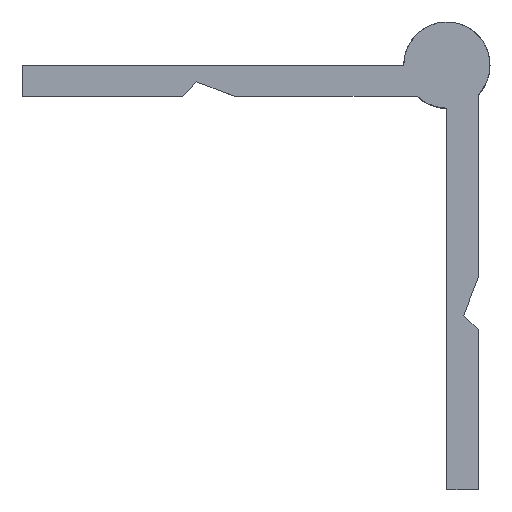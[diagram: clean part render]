
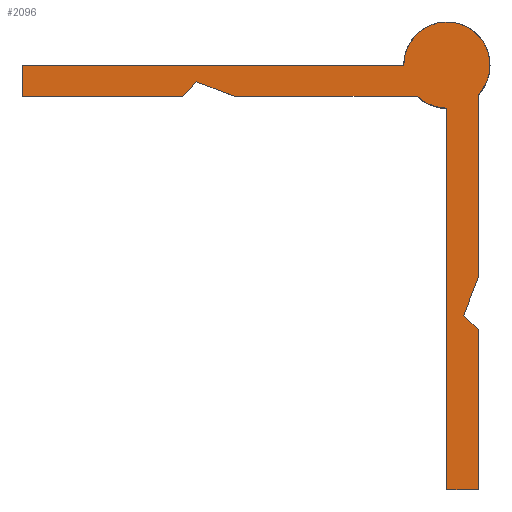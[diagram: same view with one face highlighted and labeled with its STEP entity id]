
A CAD part, top view. The second image highlights one B-rep face of the part: STEP entity #2096.
In plain terms, the highlighted planar face has unit normal (0, 0, 1).
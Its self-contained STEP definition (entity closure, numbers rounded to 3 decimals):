
#35=CIRCLE('',#2127,10.14);
#36=CIRCLE('',#2129,10.14);
#427=FACE_OUTER_BOUND('',#509,.T.);
#509=EDGE_LOOP('',(#1945,#1946,#1947,#1948,#1949,#1950,#1951,#1952,#1953,
#1954,#1955,#1956,#1957,#1958));
#512=LINE('',#3255,#601);
#516=LINE('',#3263,#605);
#519=LINE('',#3269,#608);
#522=LINE('',#3275,#611);
#525=LINE('',#3282,#614);
#529=LINE('',#3289,#618);
#533=LINE('',#3380,#622);
#537=LINE('',#3388,#626);
#540=LINE('',#3394,#629);
#543=LINE('',#3400,#632);
#546=LINE('',#3405,#635);
#548=LINE('',#3408,#637);
#601=VECTOR('',#2466,10.);
#605=VECTOR('',#2472,10.);
#608=VECTOR('',#2477,10.);
#611=VECTOR('',#2482,10.);
#614=VECTOR('',#2487,10.);
#618=VECTOR('',#2493,10.);
#622=VECTOR('',#2585,10.);
#626=VECTOR('',#2591,10.);
#629=VECTOR('',#2596,10.);
#632=VECTOR('',#2601,10.);
#635=VECTOR('',#2606,10.);
#637=VECTOR('',#2610,10.);
#690=VERTEX_POINT('',#3253);
#691=VERTEX_POINT('',#3254);
#694=VERTEX_POINT('',#3262);
#696=VERTEX_POINT('',#3268);
#698=VERTEX_POINT('',#3274);
#700=VERTEX_POINT('',#3280);
#701=VERTEX_POINT('',#3281);
#711=VERTEX_POINT('',#3306);
#712=VERTEX_POINT('',#3310);
#745=VERTEX_POINT('',#3378);
#746=VERTEX_POINT('',#3379);
#749=VERTEX_POINT('',#3387);
#751=VERTEX_POINT('',#3393);
#753=VERTEX_POINT('',#3399);
#907=EDGE_CURVE('',#690,#691,#512,.T.);
#911=EDGE_CURVE('',#691,#694,#516,.T.);
#914=EDGE_CURVE('',#694,#696,#519,.T.);
#917=EDGE_CURVE('',#696,#698,#522,.T.);
#920=EDGE_CURVE('',#700,#701,#525,.T.);
#924=EDGE_CURVE('',#701,#690,#529,.T.);
#934=EDGE_CURVE('',#698,#711,#35,.T.);
#935=EDGE_CURVE('',#712,#700,#36,.T.);
#969=EDGE_CURVE('',#745,#746,#533,.T.);
#973=EDGE_CURVE('',#746,#749,#537,.T.);
#976=EDGE_CURVE('',#749,#751,#540,.T.);
#979=EDGE_CURVE('',#751,#753,#543,.T.);
#982=EDGE_CURVE('',#753,#712,#546,.T.);
#984=EDGE_CURVE('',#711,#745,#548,.T.);
#1945=ORIENTED_EDGE('',*,*,#935,.T.);
#1946=ORIENTED_EDGE('',*,*,#920,.T.);
#1947=ORIENTED_EDGE('',*,*,#924,.T.);
#1948=ORIENTED_EDGE('',*,*,#907,.T.);
#1949=ORIENTED_EDGE('',*,*,#911,.T.);
#1950=ORIENTED_EDGE('',*,*,#914,.T.);
#1951=ORIENTED_EDGE('',*,*,#917,.T.);
#1952=ORIENTED_EDGE('',*,*,#934,.T.);
#1953=ORIENTED_EDGE('',*,*,#984,.T.);
#1954=ORIENTED_EDGE('',*,*,#969,.T.);
#1955=ORIENTED_EDGE('',*,*,#973,.T.);
#1956=ORIENTED_EDGE('',*,*,#976,.T.);
#1957=ORIENTED_EDGE('',*,*,#979,.T.);
#1958=ORIENTED_EDGE('',*,*,#982,.T.);
#2028=PLANE('',#2458);
#2096=ADVANCED_FACE('',(#427),#2028,.T.);
#2127=AXIS2_PLACEMENT_3D('',#3308,#2512,#2513);
#2129=AXIS2_PLACEMENT_3D('',#3311,#2516,#2517);
#2458=AXIS2_PLACEMENT_3D('',#3901,#3242,#3243);
#2466=DIRECTION('',(1.,0.,0.));
#2472=DIRECTION('',(0.698,0.716,0.));
#2477=DIRECTION('',(0.934,-0.358,0.));
#2482=DIRECTION('',(1.,0.,0.));
#2487=DIRECTION('',(-1.,0.,0.));
#2493=DIRECTION('',(0.,-1.,0.));
#2512=DIRECTION('center_axis',(0.,0.,
1.));
#2513=DIRECTION('ref_axis',(1.,0.,0.));
#2516=DIRECTION('center_axis',(0.,0.,
1.));
#2517=DIRECTION('ref_axis',(1.,0.,0.));
#2585=DIRECTION('',(1.,0.,0.));
#2591=DIRECTION('',(0.,1.,0.));
#2596=DIRECTION('',(-0.716,0.698,0.));
#2601=DIRECTION('',(0.358,0.934,0.));
#2606=DIRECTION('',(0.,1.,0.));
#2610=DIRECTION('',(0.,-1.,0.));
#3242=DIRECTION('center_axis',(0.,0.,
1.));
#3243=DIRECTION('ref_axis',(1.,0.,0.));
#3253=CARTESIAN_POINT('',(-100.,-7.363,54.));
#3254=CARTESIAN_POINT('',(-62.229,-7.363,54.));
#3255=CARTESIAN_POINT('',(-100.,-7.363,54.));
#3262=CARTESIAN_POINT('',(-58.896,-3.948,54.));
#3263=CARTESIAN_POINT('',(-62.229,-7.363,54.));
#3268=CARTESIAN_POINT('',(-50.,-7.363,54.));
#3269=CARTESIAN_POINT('',(-58.896,-3.948,54.));
#3274=CARTESIAN_POINT('',(-6.972,-7.363,54.));
#3275=CARTESIAN_POINT('',(-50.,-7.363,54.));
#3280=CARTESIAN_POINT('',(-10.14,0.,54.));
#3281=CARTESIAN_POINT('',(-100.,0.,54.));
#3282=CARTESIAN_POINT('',(0.,0.,54.));
#3289=CARTESIAN_POINT('',(-100.,0.,54.));
#3306=CARTESIAN_POINT('',(0.,-10.14,54.));
#3308=CARTESIAN_POINT('Origin',(0.,0.,
54.));
#3310=CARTESIAN_POINT('',(7.363,-6.972,54.));
#3311=CARTESIAN_POINT('Origin',(0.,0.,
54.));
#3378=CARTESIAN_POINT('',(0.,-100.,54.));
#3379=CARTESIAN_POINT('',(7.363,-100.,54.));
#3380=CARTESIAN_POINT('',(0.,-100.,54.));
#3387=CARTESIAN_POINT('',(7.363,-62.229,54.));
#3388=CARTESIAN_POINT('',(7.363,-100.,54.));
#3393=CARTESIAN_POINT('',(3.948,-58.896,54.));
#3394=CARTESIAN_POINT('',(7.363,-62.229,54.));
#3399=CARTESIAN_POINT('',(7.363,-50.,54.));
#3400=CARTESIAN_POINT('',(3.948,-58.896,54.));
#3405=CARTESIAN_POINT('',(7.363,-50.,54.));
#3408=CARTESIAN_POINT('',(0.,0.,54.));
#3901=CARTESIAN_POINT('Origin',(0.,0.,
54.));
